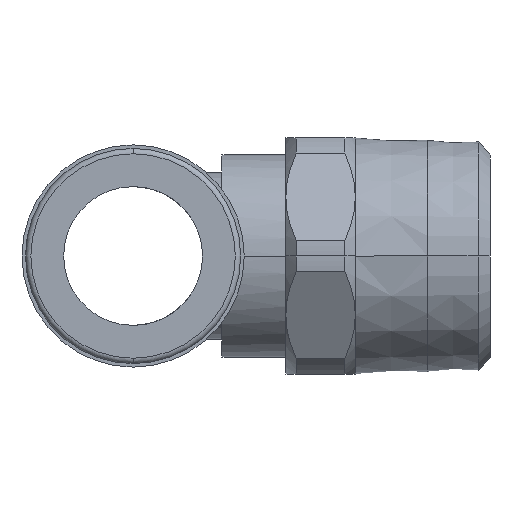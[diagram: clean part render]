
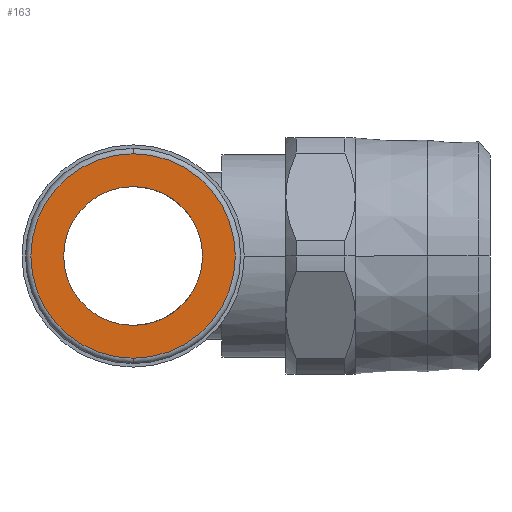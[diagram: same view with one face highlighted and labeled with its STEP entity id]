
A CAD part, left-side view. The second image highlights one B-rep face of the part: STEP entity #163.
In plain terms, the highlighted planar face has unit normal (-1, 0, 0).
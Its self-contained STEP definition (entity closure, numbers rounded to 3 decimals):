
#163=ADVANCED_FACE('',(#420,#421),#422,.T.);
#420=FACE_BOUND('',#688,.T.);
#421=FACE_OUTER_BOUND('',#689,.T.);
#422=PLANE('',#690);
#688=EDGE_LOOP('',(#1649,#1650));
#689=EDGE_LOOP('',(#1651,#1652,#1653));
#690=AXIS2_PLACEMENT_3D('',#1654,#1655,#1656);
#1649=ORIENTED_EDGE('',*,*,#1851,.T.);
#1650=ORIENTED_EDGE('',*,*,#1959,.T.);
#1651=ORIENTED_EDGE('',*,*,#2037,.T.);
#1652=ORIENTED_EDGE('',*,*,#1766,.T.);
#1653=ORIENTED_EDGE('',*,*,#2038,.T.);
#1654=CARTESIAN_POINT('',(-26.2,3.681,0.));
#1655=DIRECTION('',(-1.0,0.,0.));
#1656=DIRECTION('',(0.,1.0,0.));
#1766=EDGE_CURVE('',#2114,#2120,#2122,.T.);
#1851=EDGE_CURVE('',#2280,#2277,#2281,.T.);
#1959=EDGE_CURVE('',#2277,#2280,#2451,.T.);
#2037=EDGE_CURVE('',#2560,#2114,#2561,.T.);
#2038=EDGE_CURVE('',#2120,#2560,#2562,.T.);
#2114=VERTEX_POINT('',#2677);
#2120=VERTEX_POINT('',#2683);
#2122=CIRCLE('',#2685,7.363);
#2277=VERTEX_POINT('',#2949);
#2280=VERTEX_POINT('',#2953);
#2281=CIRCLE('',#2954,5.0);
#2451=CIRCLE('',#3458,5.0);
#2560=VERTEX_POINT('',#3797);
#2561=CIRCLE('',#3798,7.363);
#2562=CIRCLE('',#3799,7.363);
#2677=CARTESIAN_POINT('',(-26.2,0.,-7.363));
#2683=CARTESIAN_POINT('',(-26.2,0.,7.363));
#2685=AXIS2_PLACEMENT_3D('',#3902,#3903,#3904);
#2949=CARTESIAN_POINT('',(-26.2,0.0,-5.0));
#2953=CARTESIAN_POINT('',(-26.2,0.0,5.0));
#2954=AXIS2_PLACEMENT_3D('',#4065,#4066,#4067);
#3458=AXIS2_PLACEMENT_3D('',#4222,#4223,#4224);
#3797=CARTESIAN_POINT('',(-26.2,7.363,0.));
#3798=AXIS2_PLACEMENT_3D('',#4376,#4377,#4378);
#3799=AXIS2_PLACEMENT_3D('',#4379,#4380,#4381);
#3902=CARTESIAN_POINT('',(-26.2,0.,0.));
#3903=DIRECTION('',(-1.0,0.,0.));
#3904=DIRECTION('',(0.,1.0,0.));
#4065=CARTESIAN_POINT('',(-26.2,0.0,0.0));
#4066=DIRECTION('',(1.0,0.,0.));
#4067=DIRECTION('',(0.0,0.,-1.0));
#4222=CARTESIAN_POINT('',(-26.2,0.0,0.0));
#4223=DIRECTION('',(1.0,0.,0.));
#4224=DIRECTION('',(0.0,0.,-1.0));
#4376=CARTESIAN_POINT('',(-26.2,0.,0.));
#4377=DIRECTION('',(-1.0,0.,0.));
#4378=DIRECTION('',(0.,1.0,0.));
#4379=CARTESIAN_POINT('',(-26.2,0.,0.));
#4380=DIRECTION('',(-1.0,0.,0.));
#4381=DIRECTION('',(0.,1.0,0.));
